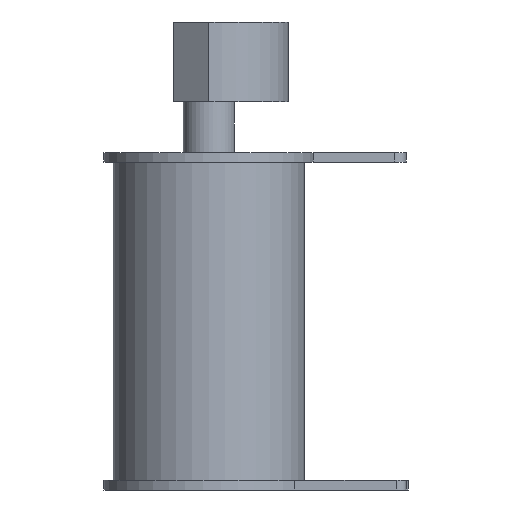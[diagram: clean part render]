
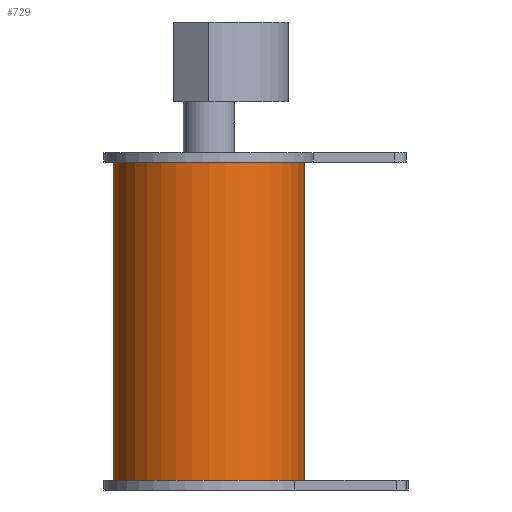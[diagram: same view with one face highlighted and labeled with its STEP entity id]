
A CAD part, front view. The second image highlights one B-rep face of the part: STEP entity #729.
In plain terms, the highlighted cylindrical face has radius 3 mm (diameter 6 mm), a partial arc.
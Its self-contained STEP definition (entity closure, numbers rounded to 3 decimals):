
#3 = AXIS2_PLACEMENT_3D ( 'NONE', #236, #902, #330 ) ;
#140 = CARTESIAN_POINT ( 'NONE',  ( -6.3, 0., 10.3 ) ) ;
#142 = EDGE_CURVE ( 'NONE', #326, #863, #531, .T. ) ;
#147 = LINE ( 'NONE', #1169, #1149 ) ;
#173 = CARTESIAN_POINT ( 'NONE',  ( -6.3, 0., 10.3 ) ) ;
#177 = EDGE_CURVE ( 'NONE', #288, #326, #572, .T. ) ;
#236 = CARTESIAN_POINT ( 'NONE',  ( -3.3, 0., 0.3 ) ) ;
#274 = EDGE_CURVE ( 'NONE', #288, #303, #1235, .T. ) ;
#275 = DIRECTION ( 'NONE',  ( 0., 0., 1. ) ) ;
#288 = VERTEX_POINT ( 'NONE', #173 ) ;
#297 = DIRECTION ( 'NONE',  ( -1., 0., 0. ) ) ;
#300 = FACE_OUTER_BOUND ( 'NONE', #350, .T. ) ;
#303 = VERTEX_POINT ( 'NONE', #748 ) ;
#316 = VECTOR ( 'NONE', #1132, 1000. ) ;
#326 = VERTEX_POINT ( 'NONE', #811 ) ;
#330 = DIRECTION ( 'NONE',  ( -1., 0., 0. ) ) ;
#350 = EDGE_LOOP ( 'NONE', ( #794, #916, #1040, #853 ) ) ;
#392 = AXIS2_PLACEMENT_3D ( 'NONE', #393, #1162, #297 ) ;
#393 = CARTESIAN_POINT ( 'NONE',  ( -3.3, 0., 10.3 ) ) ;
#436 = CYLINDRICAL_SURFACE ( 'NONE', #392, 3. ) ;
#531 = CIRCLE ( 'NONE', #3, 3. ) ;
#572 = LINE ( 'NONE', #140, #316 ) ;
#729 = ADVANCED_FACE ( 'NONE', ( #300 ), #436, .T. ) ;
#748 = CARTESIAN_POINT ( 'NONE',  ( -0.3, 0., 10.3 ) ) ;
#782 = DIRECTION ( 'NONE',  ( 0., 0., -1. ) ) ;
#784 = EDGE_CURVE ( 'NONE', #303, #863, #147, .T. ) ;
#794 = ORIENTED_EDGE ( 'NONE', *, *, #784, .F. ) ;
#811 = CARTESIAN_POINT ( 'NONE',  ( -6.3, 0., 0.3 ) ) ;
#851 = CARTESIAN_POINT ( 'NONE',  ( -3.3, 0., 10.3 ) ) ;
#853 = ORIENTED_EDGE ( 'NONE', *, *, #142, .T. ) ;
#863 = VERTEX_POINT ( 'NONE', #1238 ) ;
#902 = DIRECTION ( 'NONE',  ( 0., 0., 1. ) ) ;
#916 = ORIENTED_EDGE ( 'NONE', *, *, #274, .F. ) ;
#946 = DIRECTION ( 'NONE',  ( 1., 0., 0. ) ) ;
#1040 = ORIENTED_EDGE ( 'NONE', *, *, #177, .T. ) ;
#1117 = AXIS2_PLACEMENT_3D ( 'NONE', #851, #275, #946 ) ;
#1132 = DIRECTION ( 'NONE',  ( 0., 0., -1. ) ) ;
#1149 = VECTOR ( 'NONE', #782, 1000. ) ;
#1162 = DIRECTION ( 'NONE',  ( 0., 0., -1. ) ) ;
#1169 = CARTESIAN_POINT ( 'NONE',  ( -0.3, 0., 10.3 ) ) ;
#1235 = CIRCLE ( 'NONE', #1117, 3. ) ;
#1238 = CARTESIAN_POINT ( 'NONE',  ( -0.3, 0., 0.3 ) ) ;
